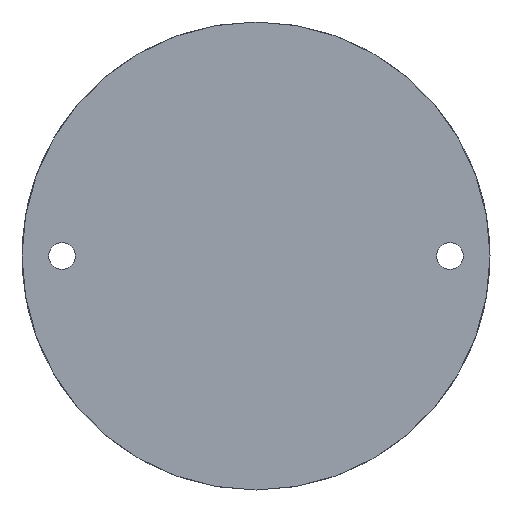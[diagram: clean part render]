
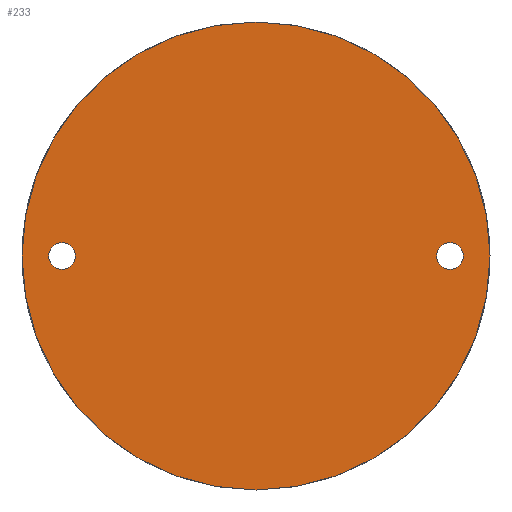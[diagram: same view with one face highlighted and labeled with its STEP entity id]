
A CAD part, front view. The second image highlights one B-rep face of the part: STEP entity #233.
In plain terms, the highlighted planar face has unit normal (0, -1, 0).
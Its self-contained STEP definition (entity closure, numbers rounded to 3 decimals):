
#69 = CARTESIAN_POINT ( 'NONE',  ( -14.5, 0., 1. ) ) ;
#104 = CIRCLE ( 'NONE', #806, 17.5 ) ;
#126 = EDGE_LOOP ( 'NONE', ( #726, #1215 ) ) ;
#151 = EDGE_CURVE ( 'NONE', #1342, #1474, #304, .T. ) ;
#193 = DIRECTION ( 'NONE',  ( 0., 1., 0. ) ) ;
#233 = ADVANCED_FACE ( 'NONE', ( #912, #861, #872 ), #513, .F. ) ;
#251 = AXIS2_PLACEMENT_3D ( 'NONE', #879, #193, #453 ) ;
#275 = DIRECTION ( 'NONE',  ( 0., 0., 1. ) ) ;
#277 = ORIENTED_EDGE ( 'NONE', *, *, #456, .F. ) ;
#300 = ORIENTED_EDGE ( 'NONE', *, *, #1484, .T. ) ;
#304 = CIRCLE ( 'NONE', #1306, 1. ) ;
#352 = VERTEX_POINT ( 'NONE', #1229 ) ;
#386 = AXIS2_PLACEMENT_3D ( 'NONE', #1400, #1319, #1259 ) ;
#400 = CIRCLE ( 'NONE', #251, 1. ) ;
#412 = EDGE_LOOP ( 'NONE', ( #812, #277 ) ) ;
#425 = EDGE_CURVE ( 'NONE', #1154, #442, #400, .T. ) ;
#442 = VERTEX_POINT ( 'NONE', #1545 ) ;
#445 = CIRCLE ( 'NONE', #448, 1. ) ;
#448 = AXIS2_PLACEMENT_3D ( 'NONE', #705, #1649, #1645 ) ;
#453 = DIRECTION ( 'NONE',  ( 0., 0., 1. ) ) ;
#456 = EDGE_CURVE ( 'NONE', #352, #1083, #104, .T. ) ;
#513 = PLANE ( 'NONE',  #386 ) ;
#594 = ORIENTED_EDGE ( 'NONE', *, *, #151, .T. ) ;
#601 = CIRCLE ( 'NONE', #1086, 17.5 ) ;
#606 = DIRECTION ( 'NONE',  ( 0., 0., 1. ) ) ;
#681 = CARTESIAN_POINT ( 'NONE',  ( 14.5, 0., -1. ) ) ;
#705 = CARTESIAN_POINT ( 'NONE',  ( 14.5, 0., 0. ) ) ;
#726 = ORIENTED_EDGE ( 'NONE', *, *, #425, .T. ) ;
#732 = CARTESIAN_POINT ( 'NONE',  ( 0., 0., 0. ) ) ;
#744 = CARTESIAN_POINT ( 'NONE',  ( 0., 0., -17.5 ) ) ;
#806 = AXIS2_PLACEMENT_3D ( 'NONE', #732, #886, #606 ) ;
#812 = ORIENTED_EDGE ( 'NONE', *, *, #962, .F. ) ;
#841 = EDGE_LOOP ( 'NONE', ( #300, #594 ) ) ;
#858 = AXIS2_PLACEMENT_3D ( 'NONE', #1087, #1487, #1362 ) ;
#861 = FACE_BOUND ( 'NONE', #126, .T. ) ;
#872 = FACE_OUTER_BOUND ( 'NONE', #412, .T. ) ;
#879 = CARTESIAN_POINT ( 'NONE',  ( -14.5, 0., 0. ) ) ;
#886 = DIRECTION ( 'NONE',  ( 0., 1., 0. ) ) ;
#890 = EDGE_CURVE ( 'NONE', #442, #1154, #1033, .T. ) ;
#912 = FACE_BOUND ( 'NONE', #841, .T. ) ;
#962 = EDGE_CURVE ( 'NONE', #1083, #352, #601, .T. ) ;
#1014 = CARTESIAN_POINT ( 'NONE',  ( 14.5, 0., 0. ) ) ;
#1033 = CIRCLE ( 'NONE', #858, 1. ) ;
#1083 = VERTEX_POINT ( 'NONE', #744 ) ;
#1086 = AXIS2_PLACEMENT_3D ( 'NONE', #1495, #1506, #275 ) ;
#1087 = CARTESIAN_POINT ( 'NONE',  ( -14.5, 0., 0. ) ) ;
#1096 = CARTESIAN_POINT ( 'NONE',  ( 14.5, 0., 1. ) ) ;
#1154 = VERTEX_POINT ( 'NONE', #69 ) ;
#1215 = ORIENTED_EDGE ( 'NONE', *, *, #890, .T. ) ;
#1229 = CARTESIAN_POINT ( 'NONE',  ( 0., 0., 17.5 ) ) ;
#1259 = DIRECTION ( 'NONE',  ( 0., 0., 1. ) ) ;
#1306 = AXIS2_PLACEMENT_3D ( 'NONE', #1014, #1662, #1548 ) ;
#1319 = DIRECTION ( 'NONE',  ( 0., 1., 0. ) ) ;
#1342 = VERTEX_POINT ( 'NONE', #681 ) ;
#1362 = DIRECTION ( 'NONE',  ( 0., 0., 1. ) ) ;
#1400 = CARTESIAN_POINT ( 'NONE',  ( 0., 0., 0. ) ) ;
#1474 = VERTEX_POINT ( 'NONE', #1096 ) ;
#1484 = EDGE_CURVE ( 'NONE', #1474, #1342, #445, .T. ) ;
#1487 = DIRECTION ( 'NONE',  ( 0., 1., 0. ) ) ;
#1495 = CARTESIAN_POINT ( 'NONE',  ( 0., 0., 0. ) ) ;
#1506 = DIRECTION ( 'NONE',  ( 0., 1., 0. ) ) ;
#1545 = CARTESIAN_POINT ( 'NONE',  ( -14.5, 0., -1. ) ) ;
#1548 = DIRECTION ( 'NONE',  ( 0., 0., 1. ) ) ;
#1645 = DIRECTION ( 'NONE',  ( 0., 0., 1. ) ) ;
#1649 = DIRECTION ( 'NONE',  ( 0., 1., 0. ) ) ;
#1662 = DIRECTION ( 'NONE',  ( 0., 1., 0. ) ) ;
